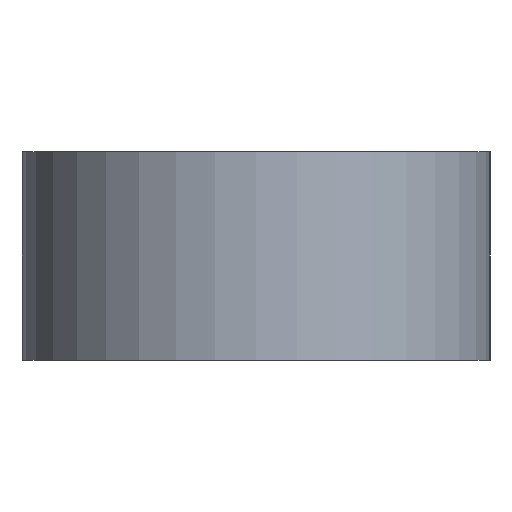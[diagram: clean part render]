
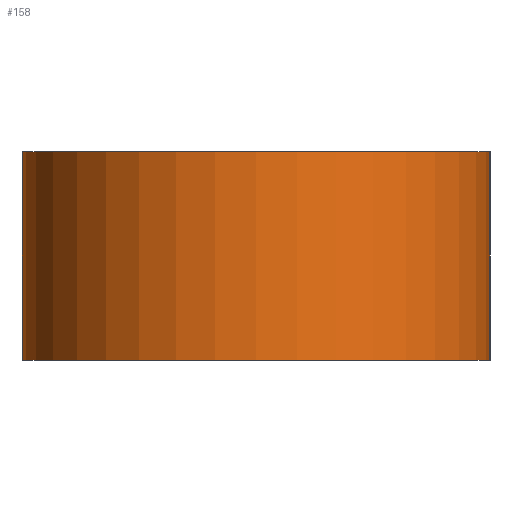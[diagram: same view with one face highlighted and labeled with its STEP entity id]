
A CAD part, left-side view. The second image highlights one B-rep face of the part: STEP entity #158.
In plain terms, the highlighted cylindrical face has radius 6.74 mm (diameter 13.48 mm), a partial arc.
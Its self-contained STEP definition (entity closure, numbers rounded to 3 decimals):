
#29 = VERTEX_POINT ( 'NONE', #452 ) ;
#91 = ORIENTED_EDGE ( 'NONE', *, *, #1104, .F. ) ;
#102 = CARTESIAN_POINT ( 'NONE',  ( 0., 0., 3. ) ) ;
#110 = DIRECTION ( 'NONE',  ( 1., 0., 0. ) ) ;
#122 = VECTOR ( 'NONE', #190, 1000. ) ;
#148 = CIRCLE ( 'NONE', #784, 6.74 ) ;
#158 = ADVANCED_FACE ( 'NONE', ( #527 ), #301, .T. ) ;
#172 = AXIS2_PLACEMENT_3D ( 'NONE', #102, #1145, #547 ) ;
#190 = DIRECTION ( 'NONE',  ( 0., 0., -1. ) ) ;
#220 = CARTESIAN_POINT ( 'NONE',  ( 0., 0., 3. ) ) ;
#225 = CARTESIAN_POINT ( 'NONE',  ( 0., 0., -3. ) ) ;
#301 = CYLINDRICAL_SURFACE ( 'NONE', #172, 6.74 ) ;
#384 = VECTOR ( 'NONE', #1106, 1000. ) ;
#394 = EDGE_CURVE ( 'NONE', #29, #698, #148, .T. ) ;
#414 = LINE ( 'NONE', #1327, #384 ) ;
#452 = CARTESIAN_POINT ( 'NONE',  ( 0., 6.74, 3. ) ) ;
#473 = CARTESIAN_POINT ( 'NONE',  ( 0., 6.74, -3. ) ) ;
#527 = FACE_OUTER_BOUND ( 'NONE', #594, .T. ) ;
#543 = ORIENTED_EDGE ( 'NONE', *, *, #1241, .T. ) ;
#547 = DIRECTION ( 'NONE',  ( 1., 0., 0. ) ) ;
#594 = EDGE_LOOP ( 'NONE', ( #1022, #1422, #543, #91 ) ) ;
#684 = DIRECTION ( 'NONE',  ( 0., 0., 1. ) ) ;
#688 = EDGE_CURVE ( 'NONE', #29, #1348, #1483, .T. ) ;
#698 = VERTEX_POINT ( 'NONE', #1127 ) ;
#784 = AXIS2_PLACEMENT_3D ( 'NONE', #220, #684, #110 ) ;
#803 = CIRCLE ( 'NONE', #1182, 6.74 ) ;
#817 = DIRECTION ( 'NONE',  ( 0., 0., 1. ) ) ;
#1022 = ORIENTED_EDGE ( 'NONE', *, *, #394, .F. ) ;
#1058 = DIRECTION ( 'NONE',  ( 1., 0., 0. ) ) ;
#1070 = VERTEX_POINT ( 'NONE', #1130 ) ;
#1104 = EDGE_CURVE ( 'NONE', #698, #1070, #414, .T. ) ;
#1106 = DIRECTION ( 'NONE',  ( 0., 0., -1. ) ) ;
#1127 = CARTESIAN_POINT ( 'NONE',  ( 0., -6.74, 3. ) ) ;
#1130 = CARTESIAN_POINT ( 'NONE',  ( 0., -6.74, -3. ) ) ;
#1145 = DIRECTION ( 'NONE',  ( 0., 0., 1. ) ) ;
#1182 = AXIS2_PLACEMENT_3D ( 'NONE', #225, #817, #1058 ) ;
#1232 = CARTESIAN_POINT ( 'NONE',  ( 0., 6.74, 3. ) ) ;
#1241 = EDGE_CURVE ( 'NONE', #1348, #1070, #803, .T. ) ;
#1327 = CARTESIAN_POINT ( 'NONE',  ( 0., -6.74, 3. ) ) ;
#1348 = VERTEX_POINT ( 'NONE', #473 ) ;
#1422 = ORIENTED_EDGE ( 'NONE', *, *, #688, .T. ) ;
#1483 = LINE ( 'NONE', #1232, #122 ) ;
